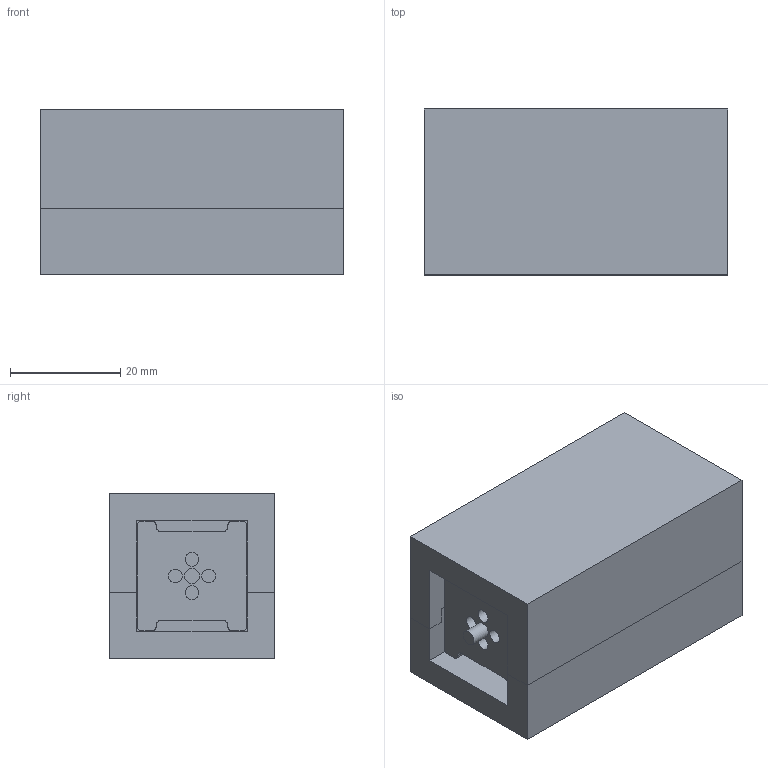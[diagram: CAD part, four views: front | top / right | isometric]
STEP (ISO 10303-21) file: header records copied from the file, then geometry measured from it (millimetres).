
FILE_DESCRIPTION(/* description */ (''),/* implementation_level */ '2;1');
FILE_NAME(/* name */ 'MecanumWheel_2 v6_mold.step',/* time_stamp */ '2025-04-30T16:44:49+09:00',/* author */ (''),/* organization */ (''),/* preprocessor_version */ 'ST-DEVELOPER v20.1',/* originating_system */ 'Autodesk Translation Framework v14.4.0.0',/* authorisation */ '');
FILE_SCHEMA (('AUTOMOTIVE_DESIGN { 1 0 10303 214 3 1 1 }'));
Length unit declared in the file: millimetre
Products named in the file (6): MecanumWheel_2; Mold_UP; Mold_CAP; Axis_D2.75; Mold_BOTTOM; Roller01_Mold
Assembly tree (5 placements, depth 2):
  MecanumWheel_2
    Mold_UP
    Mold_CAP
    Axis_D2.75
    Mold_BOTTOM
    Roller01_Mold
Bounding box: 55 x 30 x 30 mm (x, y, z)
Volume: 47400.9 mm3; surface area: 17564.5 mm2
Topology: 5 solids, 5 shells, 98 faces, 266 edges, 178 vertices
Faces by surface type: plane 70, cylinder 25, bspline 3
Full cylindrical faces by diameter (mm): 2.5 x4, 2.75 x3
Entity records: 3852 total; most frequent: CARTESIAN_POINT 1116, ORIENTED_EDGE 532, DIRECTION 527, EDGE_CURVE 266, LINE 203, VECTOR 203, VERTEX_POINT 178, AXIS2_PLACEMENT_3D 162
